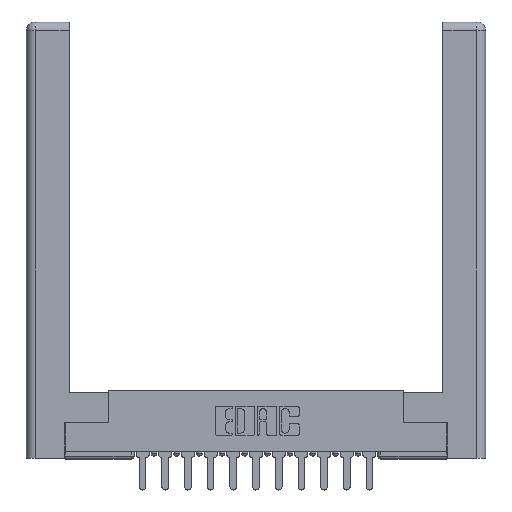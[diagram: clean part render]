
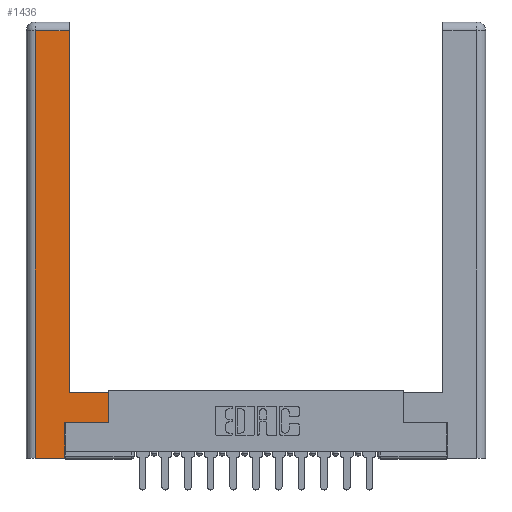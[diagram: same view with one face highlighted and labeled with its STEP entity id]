
A CAD part, top view. The second image highlights one B-rep face of the part: STEP entity #1436.
In plain terms, the highlighted planar face has unit normal (0, 0, 1).
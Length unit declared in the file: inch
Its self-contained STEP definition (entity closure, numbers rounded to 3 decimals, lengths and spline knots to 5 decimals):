
#204 = EDGE_CURVE ( 'NONE', #4976, #4085, #7869, .T. ) ;
#350 = VECTOR ( 'NONE', #8670, 39.37008 ) ;
#449 = VECTOR ( 'NONE', #1320, 39.37008 ) ;
#1320 = DIRECTION ( 'NONE',  ( 1., 0., 0. ) ) ;
#1413 = EDGE_CURVE ( 'NONE', #3720, #4976, #6226, .T. ) ;
#1436 = ADVANCED_FACE ( 'NONE', ( #14034 ), #12634, .F. ) ;
#2168 = DIRECTION ( 'NONE',  ( -1., 0., 0. ) ) ;
#2363 = VERTEX_POINT ( 'NONE', #15499 ) ;
#2418 = CARTESIAN_POINT ( 'NONE',  ( 0.0615, 0., 0. ) ) ;
#2462 = EDGE_LOOP ( 'NONE', ( #4312, #11216, #10530, #15607, #11295, #7195, #5546, #8161 ) ) ;
#2710 = CARTESIAN_POINT ( 'NONE',  ( 0.265, 0., 0. ) ) ;
#2716 = CARTESIAN_POINT ( 'NONE',  ( 0., 0., 0. ) ) ;
#2883 = EDGE_CURVE ( 'NONE', #14171, #4834, #15313, .T. ) ;
#3515 = CARTESIAN_POINT ( 'NONE',  ( 0.265, 0.245, 0. ) ) ;
#3720 = VERTEX_POINT ( 'NONE', #9055 ) ;
#4085 = VERTEX_POINT ( 'NONE', #2418 ) ;
#4123 = LINE ( 'NONE', #8859, #449 ) ;
#4312 = ORIENTED_EDGE ( 'NONE', *, *, #11024, .T. ) ;
#4361 = VERTEX_POINT ( 'NONE', #12539 ) ;
#4834 = VERTEX_POINT ( 'NONE', #12435 ) ;
#4873 = LINE ( 'NONE', #5289, #15739 ) ;
#4976 = VERTEX_POINT ( 'NONE', #11371 ) ;
#5226 = AXIS2_PLACEMENT_3D ( 'NONE', #2716, #11489, #5259 ) ;
#5259 = DIRECTION ( 'NONE',  ( -1., 0., 0. ) ) ;
#5289 = CARTESIAN_POINT ( 'NONE',  ( 0.565, 0.245, 0. ) ) ;
#5546 = ORIENTED_EDGE ( 'NONE', *, *, #2883, .T. ) ;
#6226 = LINE ( 'NONE', #11241, #16122 ) ;
#6514 = EDGE_CURVE ( 'NONE', #4361, #14171, #4873, .T. ) ;
#6857 = VERTEX_POINT ( 'NONE', #2710 ) ;
#7102 = EDGE_CURVE ( 'NONE', #6857, #4361, #7193, .T. ) ;
#7193 = LINE ( 'NONE', #3515, #16224 ) ;
#7195 = ORIENTED_EDGE ( 'NONE', *, *, #6514, .T. ) ;
#7353 = VECTOR ( 'NONE', #11657, 39.37008 ) ;
#7869 = LINE ( 'NONE', #10245, #7353 ) ;
#8116 = CARTESIAN_POINT ( 'NONE',  ( 0.565, 0.45, 0. ) ) ;
#8161 = ORIENTED_EDGE ( 'NONE', *, *, #11782, .T. ) ;
#8387 = LINE ( 'NONE', #13405, #14763 ) ;
#8670 = DIRECTION ( 'NONE',  ( 0., 1., 0. ) ) ;
#8859 = CARTESIAN_POINT ( 'NONE',  ( 0.265, 0., 0. ) ) ;
#9055 = CARTESIAN_POINT ( 'NONE',  ( 0.295, 2.94, 0. ) ) ;
#9984 = LINE ( 'NONE', #12453, #350 ) ;
#10245 = CARTESIAN_POINT ( 'NONE',  ( 0.0615, 0., 0. ) ) ;
#10285 = DIRECTION ( 'NONE',  ( 1., 0., 0. ) ) ;
#10530 = ORIENTED_EDGE ( 'NONE', *, *, #204, .T. ) ;
#10650 = DIRECTION ( 'NONE',  ( 0., 1., 0. ) ) ;
#10901 = VECTOR ( 'NONE', #10650, 39.37008 ) ;
#11024 = EDGE_CURVE ( 'NONE', #2363, #3720, #9984, .T. ) ;
#11216 = ORIENTED_EDGE ( 'NONE', *, *, #1413, .T. ) ;
#11241 = CARTESIAN_POINT ( 'NONE',  ( 0.0615, 2.94, 0. ) ) ;
#11295 = ORIENTED_EDGE ( 'NONE', *, *, #7102, .T. ) ;
#11371 = CARTESIAN_POINT ( 'NONE',  ( 0.0615, 2.94, 0. ) ) ;
#11489 = DIRECTION ( 'NONE',  ( 0., 0., -1. ) ) ;
#11657 = DIRECTION ( 'NONE',  ( 0., -1., 0. ) ) ;
#11782 = EDGE_CURVE ( 'NONE', #4834, #2363, #8387, .T. ) ;
#12435 = CARTESIAN_POINT ( 'NONE',  ( 0.565, 0.45, 0. ) ) ;
#12453 = CARTESIAN_POINT ( 'NONE',  ( 0.295, 3., 0. ) ) ;
#12539 = CARTESIAN_POINT ( 'NONE',  ( 0.265, 0.245, 0. ) ) ;
#12634 = PLANE ( 'NONE',  #5226 ) ;
#13405 = CARTESIAN_POINT ( 'NONE',  ( 0.295, 0.45, 0. ) ) ;
#14034 = FACE_OUTER_BOUND ( 'NONE', #2462, .T. ) ;
#14171 = VERTEX_POINT ( 'NONE', #14313 ) ;
#14313 = CARTESIAN_POINT ( 'NONE',  ( 0.565, 0.245, 0. ) ) ;
#14763 = VECTOR ( 'NONE', #2168, 39.37008 ) ;
#14927 = EDGE_CURVE ( 'NONE', #4085, #6857, #4123, .T. ) ;
#15313 = LINE ( 'NONE', #8116, #10901 ) ;
#15499 = CARTESIAN_POINT ( 'NONE',  ( 0.295, 0.45, 0. ) ) ;
#15607 = ORIENTED_EDGE ( 'NONE', *, *, #14927, .T. ) ;
#15739 = VECTOR ( 'NONE', #10285, 39.37008 ) ;
#15921 = DIRECTION ( 'NONE',  ( 0., 1., 0. ) ) ;
#16122 = VECTOR ( 'NONE', #16185, 39.37008 ) ;
#16185 = DIRECTION ( 'NONE',  ( -1., 0., 0. ) ) ;
#16224 = VECTOR ( 'NONE', #15921, 39.37008 ) ;
